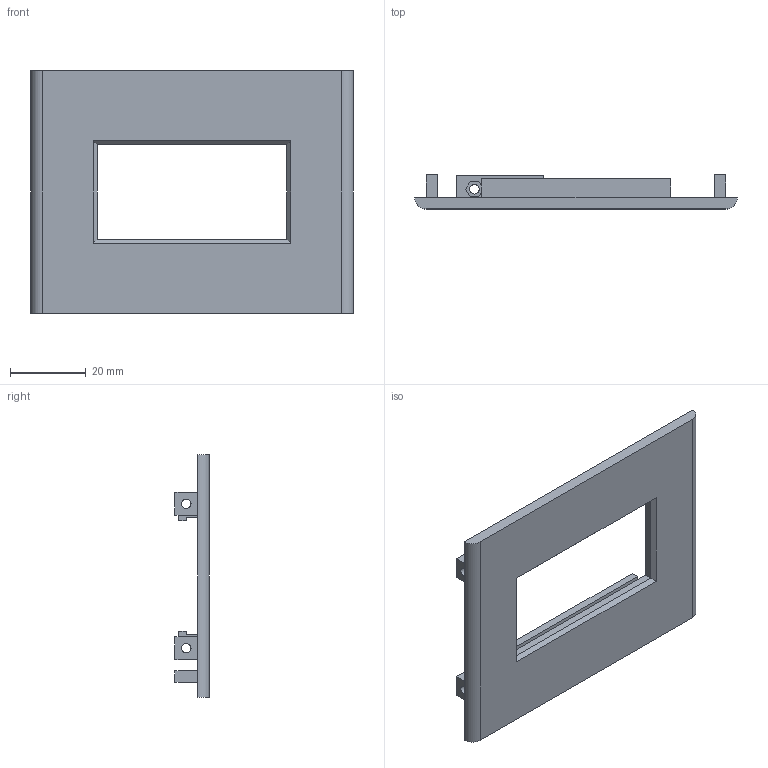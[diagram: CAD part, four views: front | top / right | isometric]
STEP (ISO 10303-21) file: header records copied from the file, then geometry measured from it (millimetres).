
FILE_DESCRIPTION(/* description */ (''),/* implementation_level */ '2;1');
FILE_NAME(/* name */ 'Front.step',/* time_stamp */ '2021-01-29T22:31:56+01:00',/* author */ (''),/* organization */ (''),/* preprocessor_version */ 'ST-DEVELOPER v18.1',/* originating_system */ 'Autodesk Translation Framework v9.7.0.1280',/* authorisation */ '');
FILE_SCHEMA (('AUTOMOTIVE_DESIGN { 1 0 10303 214 3 1 1 }'));
Length unit declared in the file: millimetre
Products named in the file (1): Front
Bounding box: 85 x 9 x 64 mm (x, y, z)
Volume: 14118.2 mm3; surface area: 11597.3 mm2
Topology: 1 solids, 1 shells, 101 faces, 254 edges, 168 vertices
Faces by surface type: plane 93, cylinder 8
Full cylindrical faces by diameter (mm): 2.5 x6
Entity records: 3040 total; most frequent: CARTESIAN_POINT 524, ORIENTED_EDGE 508, DIRECTION 474, EDGE_CURVE 254, LINE 238, VECTOR 238, VERTEX_POINT 168, EDGE_LOOP 128
